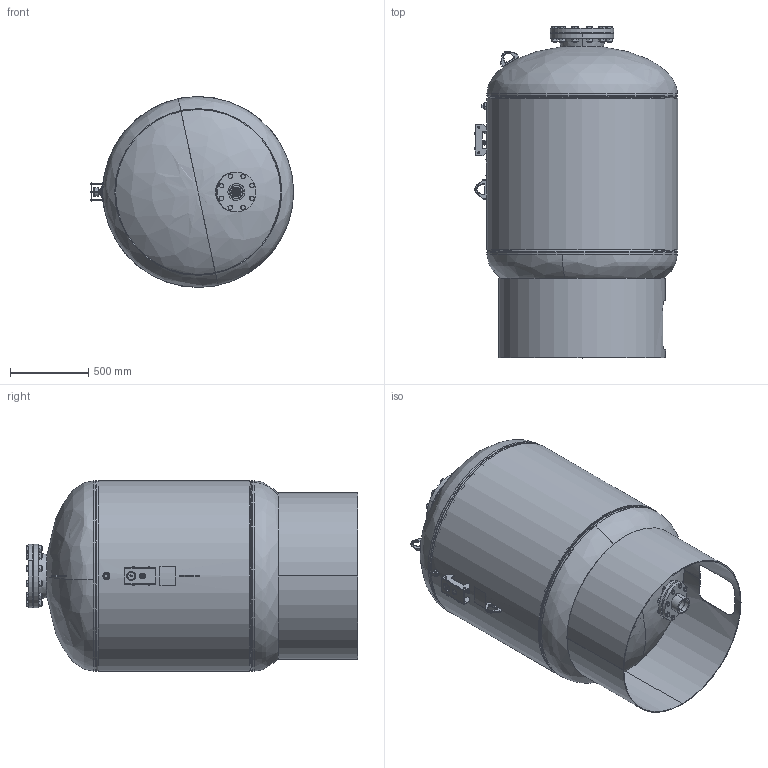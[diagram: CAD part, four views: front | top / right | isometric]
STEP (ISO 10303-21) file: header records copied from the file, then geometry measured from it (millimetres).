
FILE_DESCRIPTION (( 'STEP AP203' ), '1' );
FILE_NAME ('TXA-1600.STEP', '2021-03-11T19:42:35', ( '' ), ( '' ), 'SwSTEP 2.0', 'SolidWorks 2021', '' );
FILE_SCHEMA (( 'CONFIG_CONTROL_DESIGN' ));
Length unit declared in the file: inch
Products named in the file (31): Garlock F.F. Gaskets 150# .0625 tk_9471010; 9200239; 07200310_5081T17; 9800542_HHBOLT 0.6250-11x2.5x2.5-N; 9800541_HHBOLT 0.6250-11x1.75x1.75-N; 9800460_03-34; 9400542; 9500010; 99K0776; 9800614_9800614; 9800401_9800400; 9400050; TXA-1600; 9800620_HHNUT 0.6250-11-D-N; 9500000; 9400595; 9600830_48" VERT; 9800635_9800635; 20B0508; 9400065; 99K0777; BLIND FLANGES ASME B16.5_10 150# SA-105; 9500030; 9400512; PLUGS_9500150; 9800479; Couplings_9503080; 9301100_2; 9500050; 9461780
Assembly tree (72 placements, depth 2):
  TXA-1600
    20B0508
    9200239
    9200239
    9500000
    9500010
    9500030
    9500050
    9800479
    Couplings_9503080
    9800460_03-34
    07200310_5081T17
    9800401_9800400
    PLUGS_9500150
    9301100_2
    9461780
    BLIND FLANGES ASME B16.5_10 150# SA-105
    9400065
    9400050
    9800541_HHBOLT 0.6250-11x1.75x1.75-N  x2
    9800542_HHBOLT 0.6250-11x2.5x2.5-N  x8
    9800614_9800614  x12
    9800620_HHNUT 0.6250-11-D-N  x10
    9800635_9800635  x12
    Garlock F.F. Gaskets 150# .0625 tk_9471010
    9400542  x2
    9400595  x2
    99K0777
    99K0776  x2
    9400512
    9600830_48" VERT
Bounding box: 1301.57 x 2123.61 x 1222.72 mm (x, y, z)
Volume: 69860336.9 mm3; surface area: 19314431.9 mm2
Topology: 75 solids, 75 shells, 2041 faces, 4669 edges, 2805 vertices
Faces by surface type: cone 731, cylinder 610, plane 606, torus 74, bspline 16, sphere 4
Full cylindrical faces by diameter (mm): 1206.844 x1, 1222.719 x1
Entity records: 47294 total; most frequent: CARTESIAN_POINT 18769, DIRECTION 5172, ORIENTED_EDGE 4854, EDGE_CURVE 2427, AXIS2_PLACEMENT_3D 2090, VERTEX_POINT 1497, EDGE_LOOP 1256, CIRCLE 1023
